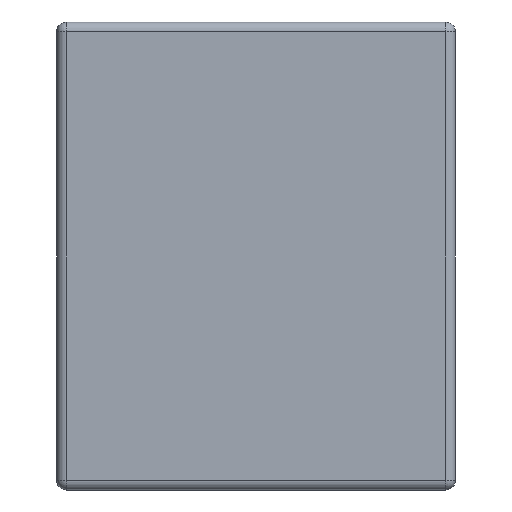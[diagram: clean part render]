
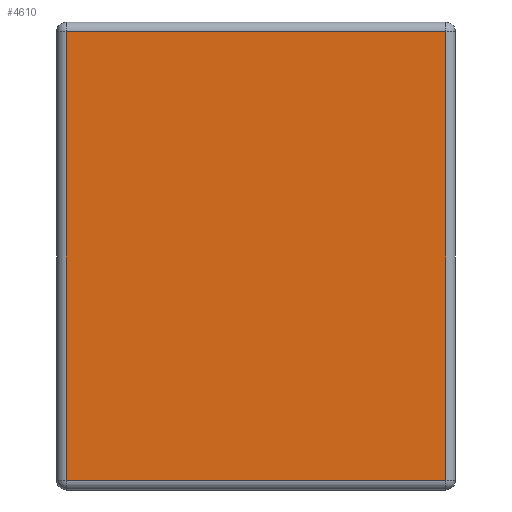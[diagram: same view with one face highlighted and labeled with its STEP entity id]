
A CAD part, left-side view. The second image highlights one B-rep face of the part: STEP entity #4610.
In plain terms, the highlighted planar face has unit normal (-1, 0, 0).
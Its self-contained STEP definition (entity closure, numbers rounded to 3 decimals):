
#78 = ORIENTED_EDGE ( 'NONE', *, *, #2525, .T. ) ;
#168 = LINE ( 'NONE', #4210, #3732 ) ;
#228 = DIRECTION ( 'NONE',  ( 0., 0., -1. ) ) ;
#266 = PLANE ( 'NONE',  #4043 ) ;
#272 = VECTOR ( 'NONE', #3720, 1000. ) ;
#601 = EDGE_CURVE ( 'NONE', #3332, #1039, #3779, .T. ) ;
#617 = EDGE_CURVE ( 'NONE', #912, #3332, #3326, .T. ) ;
#649 = CARTESIAN_POINT ( 'NONE',  ( 0., 0., 0. ) ) ;
#840 = CARTESIAN_POINT ( 'NONE',  ( 0., 0.056, 0. ) ) ;
#907 = EDGE_LOOP ( 'NONE', ( #1203, #1640, #3219, #78 ) ) ;
#912 = VERTEX_POINT ( 'NONE', #4337 ) ;
#1039 = VERTEX_POINT ( 'NONE', #3341 ) ;
#1079 = LINE ( 'NONE', #3060, #2470 ) ;
#1203 = ORIENTED_EDGE ( 'NONE', *, *, #2586, .T. ) ;
#1470 = CARTESIAN_POINT ( 'NONE',  ( 0., 0.056, -0.056 ) ) ;
#1558 = DIRECTION ( 'NONE',  ( 0., 1., 0. ) ) ;
#1640 = ORIENTED_EDGE ( 'NONE', *, *, #617, .T. ) ;
#1715 = DIRECTION ( 'NONE',  ( -1., 0., 0. ) ) ;
#1861 = VERTEX_POINT ( 'NONE', #4411 ) ;
#1981 = DIRECTION ( 'NONE',  ( 0., -1., 0. ) ) ;
#2470 = VECTOR ( 'NONE', #1981, 1000. ) ;
#2525 = EDGE_CURVE ( 'NONE', #1039, #1861, #168, .T. ) ;
#2586 = EDGE_CURVE ( 'NONE', #1861, #912, #1079, .T. ) ;
#2633 = CARTESIAN_POINT ( 'NONE',  ( 0., 2.3, -0.056 ) ) ;
#2808 = VECTOR ( 'NONE', #1558, 1000. ) ;
#3060 = CARTESIAN_POINT ( 'NONE',  ( 0., 0., -2.644 ) ) ;
#3219 = ORIENTED_EDGE ( 'NONE', *, *, #601, .T. ) ;
#3326 = LINE ( 'NONE', #840, #272 ) ;
#3332 = VERTEX_POINT ( 'NONE', #1470 ) ;
#3341 = CARTESIAN_POINT ( 'NONE',  ( 0., 2.244, -0.056 ) ) ;
#3535 = FACE_OUTER_BOUND ( 'NONE', #907, .T. ) ;
#3720 = DIRECTION ( 'NONE',  ( 0., 0., 1. ) ) ;
#3732 = VECTOR ( 'NONE', #228, 1000. ) ;
#3779 = LINE ( 'NONE', #2633, #2808 ) ;
#4043 = AXIS2_PLACEMENT_3D ( 'NONE', #649, #1715, #4245 ) ;
#4210 = CARTESIAN_POINT ( 'NONE',  ( 0., 2.244, -2.7 ) ) ;
#4245 = DIRECTION ( 'NONE',  ( 0., 0., 1. ) ) ;
#4337 = CARTESIAN_POINT ( 'NONE',  ( 0., 0.056, -2.644 ) ) ;
#4411 = CARTESIAN_POINT ( 'NONE',  ( 0., 2.244, -2.644 ) ) ;
#4610 = ADVANCED_FACE ( 'NONE', ( #3535 ), #266, .T. ) ;
